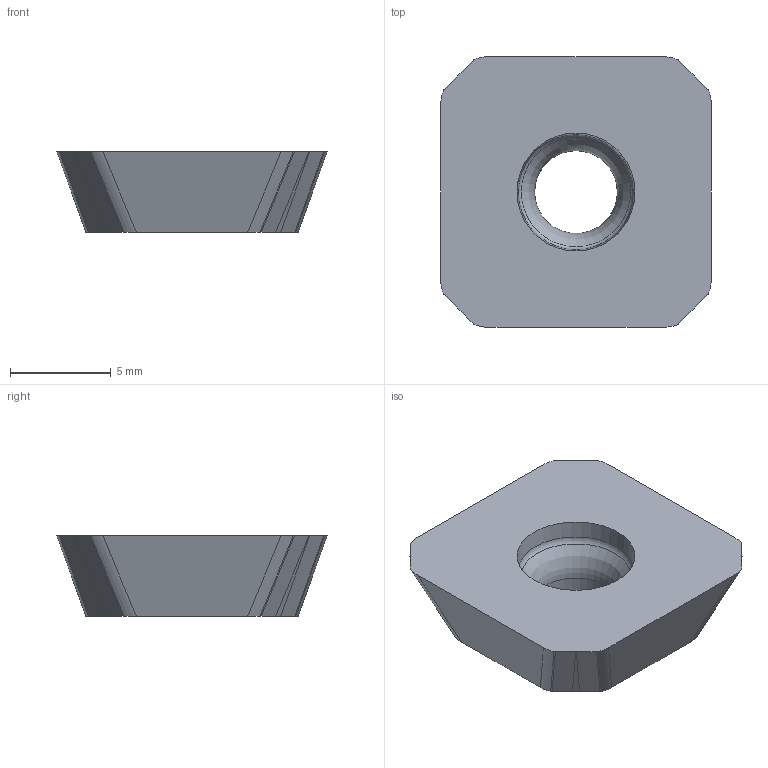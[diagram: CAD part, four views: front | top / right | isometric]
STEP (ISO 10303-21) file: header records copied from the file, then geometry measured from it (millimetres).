
FILE_DESCRIPTION(/* description */ (''),/* implementation_level */ '2;1');
FILE_NAME(/* name */ 'aaa327935_a.stp',/* time_stamp */ '2019-05-13T12:15:37+02:00',/* author */ (''),/* organization */ ('SMS'),/* preprocessor_version */ 'ST-DEVELOPER v15',/* originating_system */ 'SIEMENS PLM Software NX 8.5',/* authorisation */ '');
FILE_SCHEMA (('AUTOMOTIVE_DESIGN { 1 0 10303 214 3 1 1 1 }'));
Length unit declared in the file: millimetre
Products named in the file (1): AAA327935_A
Bounding box: 13.4 x 13.4 x 3.97 mm (x, y, z)
Volume: 465.6 mm3; surface area: 482.1 mm2
Topology: 1 solids, 1 shells, 41 faces, 150 edges, 115 vertices
Faces by surface type: extrusion 24, plane 11, torus 3, cone 2, cylinder 1
Full cylindrical faces by diameter (mm): 4.1 x1
Entity records: 2031 total; most frequent: CARTESIAN_POINT 807, ORIENTED_EDGE 282, DIRECTION 173, EDGE_CURVE 141, VERTEX_POINT 109, B_SPLINE_CURVE_WITH_KNOTS 84, VECTOR 69, AXIS2_PLACEMENT_3D 52
